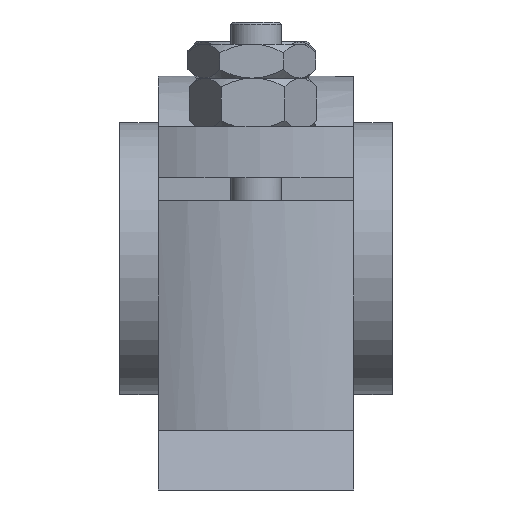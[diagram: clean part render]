
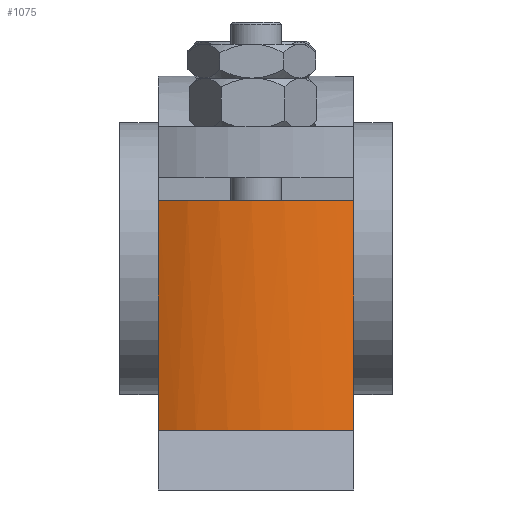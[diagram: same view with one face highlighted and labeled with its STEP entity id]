
A CAD part, left-side view. The second image highlights one B-rep face of the part: STEP entity #1075.
In plain terms, the highlighted free-form (B-spline) face has degree [2, 1] with [3, 2] control points.
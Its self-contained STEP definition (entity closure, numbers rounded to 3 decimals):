
#790 = VERTEX_POINT('',#791);
#791 = CARTESIAN_POINT('',(-63.941,30.101,
    18.322));
#796 = EDGE_CURVE('',#790,#797,#799,.T.);
#797 = VERTEX_POINT('',#798);
#798 = CARTESIAN_POINT('',(-63.941,30.101,
    88.994));
#799 = B_SPLINE_CURVE_WITH_KNOTS('',1,(#800,#801),.UNSPECIFIED.,.F.,.F.,
  (2,2),(0.,54.),.PIECEWISE_BEZIER_KNOTS.);
#800 = CARTESIAN_POINT('',(-63.941,30.101,
    18.322));
#801 = CARTESIAN_POINT('',(-63.941,30.101,
    88.994));
#1075 = ADVANCED_FACE('',(#1076),#1100,.T.);
#1076 = FACE_BOUND('',#1077,.T.);
#1077 = EDGE_LOOP('',(#1078,#1086,#1093,#1099));
#1078 = ORIENTED_EDGE('',*,*,#1079,.F.);
#1079 = EDGE_CURVE('',#1080,#790,#1082,.T.);
#1080 = VERTEX_POINT('',#1081);
#1081 = CARTESIAN_POINT('',(-63.941,-30.101,
    18.322));
#1082 = ( BOUNDED_CURVE() B_SPLINE_CURVE(2,(#1083,#1084,#1085),
.UNSPECIFIED.,.F.,.F.) B_SPLINE_CURVE_WITH_KNOTS((3,3),(5.403,
6.283),.PIECEWISE_BEZIER_KNOTS.) CURVE() 
GEOMETRIC_REPRESENTATION_ITEM() RATIONAL_B_SPLINE_CURVE((1.,
0.905,1.)) REPRESENTATION_ITEM('') );
#1083 = CARTESIAN_POINT('',(-63.941,-30.101,
    18.322));
#1084 = CARTESIAN_POINT('',(-78.111,0.,
    18.322));
#1085 = CARTESIAN_POINT('',(-63.941,30.101,
    18.322));
#1086 = ORIENTED_EDGE('',*,*,#1087,.T.);
#1087 = EDGE_CURVE('',#1080,#1088,#1090,.T.);
#1088 = VERTEX_POINT('',#1089);
#1089 = CARTESIAN_POINT('',(-63.941,-30.101,
    88.994));
#1090 = B_SPLINE_CURVE_WITH_KNOTS('',1,(#1091,#1092),.UNSPECIFIED.,.F.,
  .F.,(2,2),(0.,54.),.PIECEWISE_BEZIER_KNOTS.);
#1091 = CARTESIAN_POINT('',(-63.941,-30.101,
    18.322));
#1092 = CARTESIAN_POINT('',(-63.941,-30.101,
    88.994));
#1093 = ORIENTED_EDGE('',*,*,#1094,.F.);
#1094 = EDGE_CURVE('',#797,#1088,#1095,.T.);
#1095 = ( BOUNDED_CURVE() B_SPLINE_CURVE(2,(#1096,#1097,#1098),
.UNSPECIFIED.,.F.,.F.) B_SPLINE_CURVE_WITH_KNOTS((3,3),(0.,
0.88),.PIECEWISE_BEZIER_KNOTS.) CURVE() 
GEOMETRIC_REPRESENTATION_ITEM() RATIONAL_B_SPLINE_CURVE((1.,
0.905,1.)) REPRESENTATION_ITEM('') );
#1096 = CARTESIAN_POINT('',(-63.941,30.101,
    88.994));
#1097 = CARTESIAN_POINT('',(-78.111,0.,
    88.994));
#1098 = CARTESIAN_POINT('',(-63.941,-30.101,
    88.994));
#1099 = ORIENTED_EDGE('',*,*,#796,.F.);
#1100 = ( BOUNDED_SURFACE() B_SPLINE_SURFACE(2,1,(
    (#1101,#1102)
    ,(#1103,#1104)
    ,(#1105,#1106
)),.UNSPECIFIED.,.F.,.F.,.F.) B_SPLINE_SURFACE_WITH_KNOTS((3,3),(2,2),(
    0.,0.88),(0.,54.),.PIECEWISE_BEZIER_KNOTS.) 
GEOMETRIC_REPRESENTATION_ITEM() RATIONAL_B_SPLINE_SURFACE((
    (1.,1.)
    ,(0.905,0.905)
,(1.,1.))) REPRESENTATION_ITEM('') SURFACE() );
#1101 = CARTESIAN_POINT('',(-63.941,30.101,
    18.322));
#1102 = CARTESIAN_POINT('',(-63.941,30.101,
    88.994));
#1103 = CARTESIAN_POINT('',(-78.111,0.,
    18.322));
#1104 = CARTESIAN_POINT('',(-78.111,0.,
    88.994));
#1105 = CARTESIAN_POINT('',(-63.941,-30.101,
    18.322));
#1106 = CARTESIAN_POINT('',(-63.941,-30.101,
    88.994));
